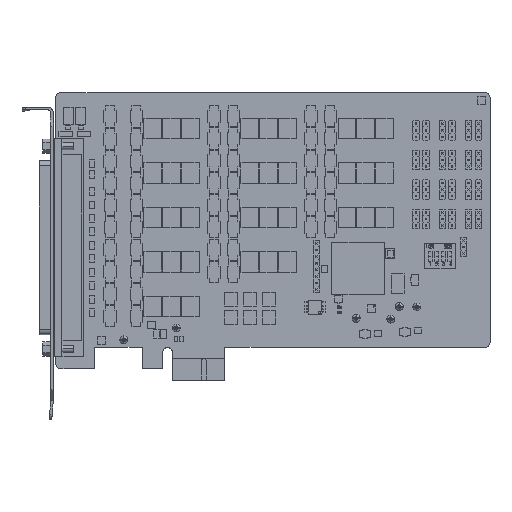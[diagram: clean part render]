
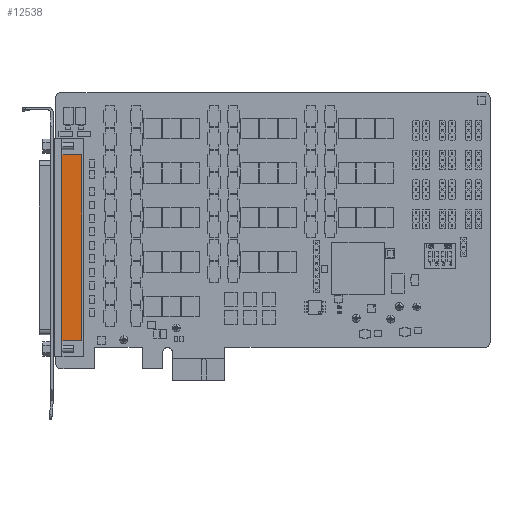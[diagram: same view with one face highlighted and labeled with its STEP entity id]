
A CAD part, top view. The second image highlights one B-rep face of the part: STEP entity #12538.
In plain terms, the highlighted planar face has unit normal (0, 0, 1).
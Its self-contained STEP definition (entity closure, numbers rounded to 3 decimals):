
#27 = EDGE_CURVE ( 'NONE', #146766, #34962, #5714, .T. ) ;
#783 = DIRECTION ( 'NONE',  ( 0., -1., 0. ) ) ;
#1575 = CARTESIAN_POINT ( 'NONE',  ( 2.394, 88.851, 8.81 ) ) ;
#5714 = LINE ( 'NONE', #56954, #154900 ) ;
#10474 = CARTESIAN_POINT ( 'NONE',  ( 2.394, 88.851, 8.81 ) ) ;
#12538 = ADVANCED_FACE ( 'NONE', ( #111301 ), #47461, .F. ) ;
#29337 = CARTESIAN_POINT ( 'NONE',  ( 10.064, 82.621, 8.81 ) ) ;
#34962 = VERTEX_POINT ( 'NONE', #53451 ) ;
#35233 = AXIS2_PLACEMENT_3D ( 'NONE', #10474, #137303, #138122 ) ;
#36028 = LINE ( 'NONE', #1575, #149150 ) ;
#45833 = EDGE_CURVE ( 'NONE', #90023, #76296, #72162, .T. ) ;
#47461 = PLANE ( 'NONE',  #35233 ) ;
#53451 = CARTESIAN_POINT ( 'NONE',  ( 2.394, 10.902, 8.81 ) ) ;
#56954 = CARTESIAN_POINT ( 'NONE',  ( 10.064, 10.902, 8.81 ) ) ;
#72162 = LINE ( 'NONE', #112455, #134954 ) ;
#76296 = VERTEX_POINT ( 'NONE', #29337 ) ;
#84849 = CARTESIAN_POINT ( 'NONE',  ( 2.394, 82.621, 8.81 ) ) ;
#87011 = CARTESIAN_POINT ( 'NONE',  ( 10.064, 88.851, 8.81 ) ) ;
#90023 = VERTEX_POINT ( 'NONE', #84849 ) ;
#95596 = EDGE_CURVE ( 'NONE', #76296, #146766, #124014, .T. ) ;
#100133 = EDGE_LOOP ( 'NONE', ( #141872, #108385, #122434, #155703 ) ) ;
#107374 = DIRECTION ( 'NONE',  ( -1., 0., 0. ) ) ;
#108385 = ORIENTED_EDGE ( 'NONE', *, *, #45833, .F. ) ;
#111301 = FACE_OUTER_BOUND ( 'NONE', #100133, .T. ) ;
#112455 = CARTESIAN_POINT ( 'NONE',  ( 10.064, 82.621, 8.81 ) ) ;
#122434 = ORIENTED_EDGE ( 'NONE', *, *, #142179, .T. ) ;
#123192 = DIRECTION ( 'NONE',  ( 0., -1., 0. ) ) ;
#123326 = VECTOR ( 'NONE', #123192, 1000. ) ;
#124014 = LINE ( 'NONE', #87011, #123326 ) ;
#134954 = VECTOR ( 'NONE', #163699, 1000. ) ;
#137303 = DIRECTION ( 'NONE',  ( 0., 0., -1. ) ) ;
#138122 = DIRECTION ( 'NONE',  ( 0., 1., 0. ) ) ;
#141872 = ORIENTED_EDGE ( 'NONE', *, *, #95596, .F. ) ;
#142179 = EDGE_CURVE ( 'NONE', #90023, #34962, #36028, .T. ) ;
#146766 = VERTEX_POINT ( 'NONE', #157873 ) ;
#149150 = VECTOR ( 'NONE', #783, 1000. ) ;
#154900 = VECTOR ( 'NONE', #107374, 1000. ) ;
#155703 = ORIENTED_EDGE ( 'NONE', *, *, #27, .F. ) ;
#157873 = CARTESIAN_POINT ( 'NONE',  ( 10.064, 10.902, 8.81 ) ) ;
#163699 = DIRECTION ( 'NONE',  ( 1., 0., 0. ) ) ;
